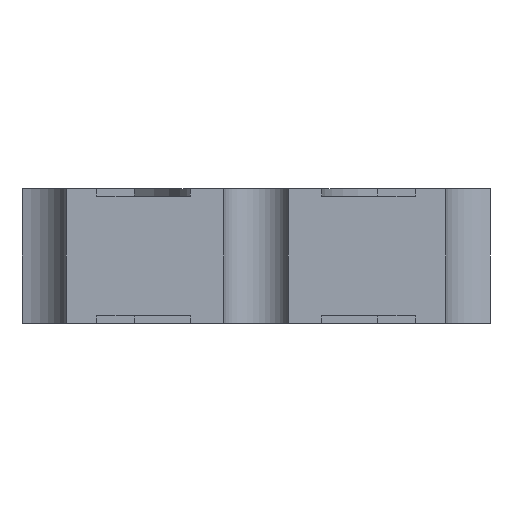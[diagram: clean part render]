
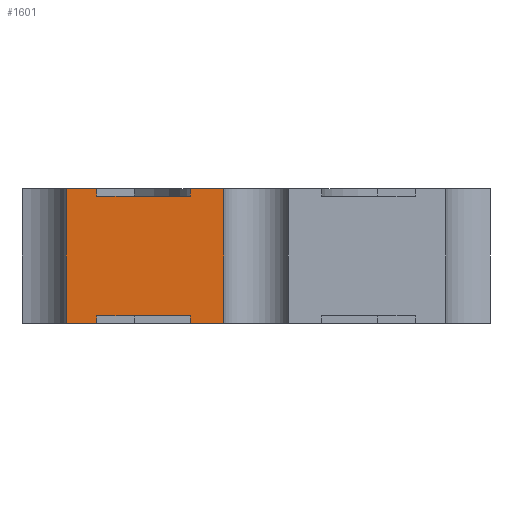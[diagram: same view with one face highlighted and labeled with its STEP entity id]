
A CAD part, left-side view. The second image highlights one B-rep face of the part: STEP entity #1601.
In plain terms, the highlighted planar face has unit normal (-1, 0, 0).
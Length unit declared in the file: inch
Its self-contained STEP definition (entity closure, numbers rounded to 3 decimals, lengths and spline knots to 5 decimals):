
#136 = ORIENTED_EDGE ( 'NONE', *, *, #7114, .F. ) ;
#306 = VERTEX_POINT ( 'NONE', #7674 ) ;
#356 = DIRECTION ( 'NONE',  ( 0., -1., 0. ) ) ;
#365 = LINE ( 'NONE', #5737, #1707 ) ;
#691 = VERTEX_POINT ( 'NONE', #2834 ) ;
#693 = CARTESIAN_POINT ( 'NONE',  ( -0.1, 0.0425, 0.034 ) ) ;
#727 = VERTEX_POINT ( 'NONE', #1561 ) ;
#980 = CARTESIAN_POINT ( 'NONE',  ( -0.1, 0.0425, 0. ) ) ;
#1049 = ORIENTED_EDGE ( 'NONE', *, *, #6051, .T. ) ;
#1092 = CARTESIAN_POINT ( 'NONE',  ( -0.1, 0.00865, 0.002 ) ) ;
#1260 = DIRECTION ( 'NONE',  ( 0., 0., -1. ) ) ;
#1354 = CARTESIAN_POINT ( 'NONE',  ( -0.1, 0.05072, 0.036 ) ) ;
#1377 = VECTOR ( 'NONE', #4846, 39.37008 ) ;
#1561 = CARTESIAN_POINT ( 'NONE',  ( -0.1, 0.0175, 0.002 ) ) ;
#1597 = CARTESIAN_POINT ( 'NONE',  ( -0.1, 0.0425, 0.036 ) ) ;
#1601 = ADVANCED_FACE ( 'NONE', ( #6281 ), #2324, .F. ) ;
#1707 = VECTOR ( 'NONE', #6475, 39.37008 ) ;
#1801 = EDGE_CURVE ( 'NONE', #691, #7702, #7279, .T. ) ;
#1925 = LINE ( 'NONE', #8620, #2243 ) ;
#2210 = ORIENTED_EDGE ( 'NONE', *, *, #4092, .T. ) ;
#2243 = VECTOR ( 'NONE', #3203, 39.37008 ) ;
#2256 = LINE ( 'NONE', #4943, #5658 ) ;
#2269 = VECTOR ( 'NONE', #3543, 39.37008 ) ;
#2288 = CARTESIAN_POINT ( 'NONE',  ( -0.1, 0.00865, 0. ) ) ;
#2324 = PLANE ( 'NONE',  #3964 ) ;
#2327 = DIRECTION ( 'NONE',  ( 0., 0., -1. ) ) ;
#2351 = CARTESIAN_POINT ( 'NONE',  ( -0.1, 0.0425, 0.034 ) ) ;
#2402 = DIRECTION ( 'NONE',  ( 0., 0., -1. ) ) ;
#2604 = VECTOR ( 'NONE', #6805, 39.37008 ) ;
#2712 = VERTEX_POINT ( 'NONE', #980 ) ;
#2713 = CARTESIAN_POINT ( 'NONE',  ( -0.1, 0.0175, 0. ) ) ;
#2776 = LINE ( 'NONE', #5636, #1377 ) ;
#2827 = VERTEX_POINT ( 'NONE', #1597 ) ;
#2831 = VECTOR ( 'NONE', #8271, 39.37008 ) ;
#2834 = CARTESIAN_POINT ( 'NONE',  ( -0.1, 0.00865, 0.036 ) ) ;
#2850 = CARTESIAN_POINT ( 'NONE',  ( -0.1, 0.0425, 0.002 ) ) ;
#3201 = EDGE_CURVE ( 'NONE', #727, #3384, #6949, .T. ) ;
#3203 = DIRECTION ( 'NONE',  ( 0., 0., 1. ) ) ;
#3278 = EDGE_CURVE ( 'NONE', #691, #5262, #8491, .T. ) ;
#3319 = LINE ( 'NONE', #6615, #7548 ) ;
#3384 = VERTEX_POINT ( 'NONE', #2713 ) ;
#3468 = ORIENTED_EDGE ( 'NONE', *, *, #5009, .F. ) ;
#3516 = VERTEX_POINT ( 'NONE', #2850 ) ;
#3543 = DIRECTION ( 'NONE',  ( 0., 0., 1. ) ) ;
#3571 = EDGE_LOOP ( 'NONE', ( #3468, #2210, #7998, #5884, #1049, #7123, #136, #4900, #7385, #7936, #7566, #7492 ) ) ;
#3589 = EDGE_CURVE ( 'NONE', #2827, #6907, #5445, .T. ) ;
#3864 = CARTESIAN_POINT ( 'NONE',  ( -0.1, -0.065, 0.036 ) ) ;
#3940 = DIRECTION ( 'NONE',  ( 0., 0., -1. ) ) ;
#3964 = AXIS2_PLACEMENT_3D ( 'NONE', #1092, #5627, #2402 ) ;
#4092 = EDGE_CURVE ( 'NONE', #306, #5186, #365, .T. ) ;
#4259 = DIRECTION ( 'NONE',  ( 0., 0., -1. ) ) ;
#4297 = CARTESIAN_POINT ( 'NONE',  ( -0.1, 0.05072, 0. ) ) ;
#4425 = EDGE_CURVE ( 'NONE', #3384, #7702, #2256, .T. ) ;
#4839 = CARTESIAN_POINT ( 'NONE',  ( -0.1, 0.0175, 0.002 ) ) ;
#4846 = DIRECTION ( 'NONE',  ( 0., -1., 0. ) ) ;
#4900 = ORIENTED_EDGE ( 'NONE', *, *, #5332, .T. ) ;
#4943 = CARTESIAN_POINT ( 'NONE',  ( -0.1, 0.00865, 0. ) ) ;
#5009 = EDGE_CURVE ( 'NONE', #306, #5262, #1925, .T. ) ;
#5056 = DIRECTION ( 'NONE',  ( 0., 1., 0. ) ) ;
#5186 = VERTEX_POINT ( 'NONE', #693 ) ;
#5262 = VERTEX_POINT ( 'NONE', #7599 ) ;
#5307 = CARTESIAN_POINT ( 'NONE',  ( -0.1, 0.00865, 0.002 ) ) ;
#5332 = EDGE_CURVE ( 'NONE', #3516, #727, #7644, .T. ) ;
#5445 = LINE ( 'NONE', #8309, #2604 ) ;
#5627 = DIRECTION ( 'NONE',  ( 1., 0., 0. ) ) ;
#5636 = CARTESIAN_POINT ( 'NONE',  ( -0.1, 0.00865, 0. ) ) ;
#5658 = VECTOR ( 'NONE', #356, 39.37008 ) ;
#5737 = CARTESIAN_POINT ( 'NONE',  ( -0.1, -0.065, 0.034 ) ) ;
#5746 = VECTOR ( 'NONE', #1260, 39.37008 ) ;
#5754 = VERTEX_POINT ( 'NONE', #4297 ) ;
#5792 = EDGE_CURVE ( 'NONE', #5186, #2827, #7588, .T. ) ;
#5884 = ORIENTED_EDGE ( 'NONE', *, *, #3589, .T. ) ;
#5958 = VECTOR ( 'NONE', #5056, 39.37008 ) ;
#6051 = EDGE_CURVE ( 'NONE', #6907, #5754, #6399, .T. ) ;
#6281 = FACE_OUTER_BOUND ( 'NONE', #3571, .T. ) ;
#6311 = CARTESIAN_POINT ( 'NONE',  ( -0.1, 0.05072, 0.002 ) ) ;
#6399 = LINE ( 'NONE', #6311, #7611 ) ;
#6475 = DIRECTION ( 'NONE',  ( 0., 1., 0. ) ) ;
#6517 = VECTOR ( 'NONE', #2327, 39.37008 ) ;
#6615 = CARTESIAN_POINT ( 'NONE',  ( -0.1, 0.0425, 0.002 ) ) ;
#6805 = DIRECTION ( 'NONE',  ( 0., 1., 0. ) ) ;
#6907 = VERTEX_POINT ( 'NONE', #1354 ) ;
#6949 = LINE ( 'NONE', #4839, #6517 ) ;
#7114 = EDGE_CURVE ( 'NONE', #3516, #2712, #3319, .T. ) ;
#7123 = ORIENTED_EDGE ( 'NONE', *, *, #7675, .T. ) ;
#7279 = LINE ( 'NONE', #5307, #5746 ) ;
#7385 = ORIENTED_EDGE ( 'NONE', *, *, #3201, .T. ) ;
#7492 = ORIENTED_EDGE ( 'NONE', *, *, #3278, .T. ) ;
#7548 = VECTOR ( 'NONE', #3940, 39.37008 ) ;
#7566 = ORIENTED_EDGE ( 'NONE', *, *, #1801, .F. ) ;
#7588 = LINE ( 'NONE', #2351, #2269 ) ;
#7599 = CARTESIAN_POINT ( 'NONE',  ( -0.1, 0.0175, 0.036 ) ) ;
#7611 = VECTOR ( 'NONE', #4259, 39.37008 ) ;
#7644 = LINE ( 'NONE', #8314, #2831 ) ;
#7674 = CARTESIAN_POINT ( 'NONE',  ( -0.1, 0.0175, 0.034 ) ) ;
#7675 = EDGE_CURVE ( 'NONE', #5754, #2712, #2776, .T. ) ;
#7702 = VERTEX_POINT ( 'NONE', #2288 ) ;
#7936 = ORIENTED_EDGE ( 'NONE', *, *, #4425, .T. ) ;
#7998 = ORIENTED_EDGE ( 'NONE', *, *, #5792, .T. ) ;
#8271 = DIRECTION ( 'NONE',  ( 0., -1., 0. ) ) ;
#8309 = CARTESIAN_POINT ( 'NONE',  ( -0.1, -0.065, 0.036 ) ) ;
#8314 = CARTESIAN_POINT ( 'NONE',  ( -0.1, 0.0175, 0.002 ) ) ;
#8491 = LINE ( 'NONE', #3864, #5958 ) ;
#8620 = CARTESIAN_POINT ( 'NONE',  ( -0.1, 0.0175, 0.034 ) ) ;
